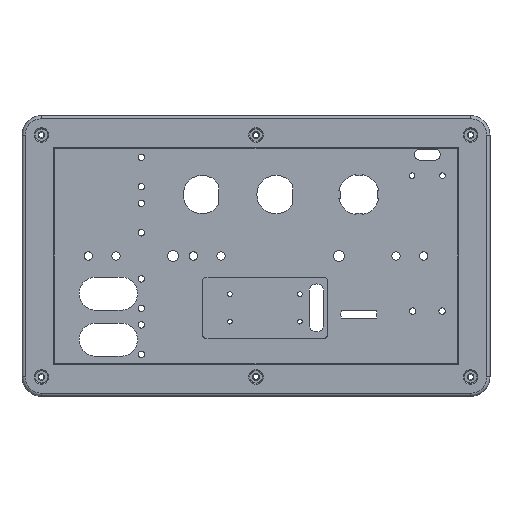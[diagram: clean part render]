
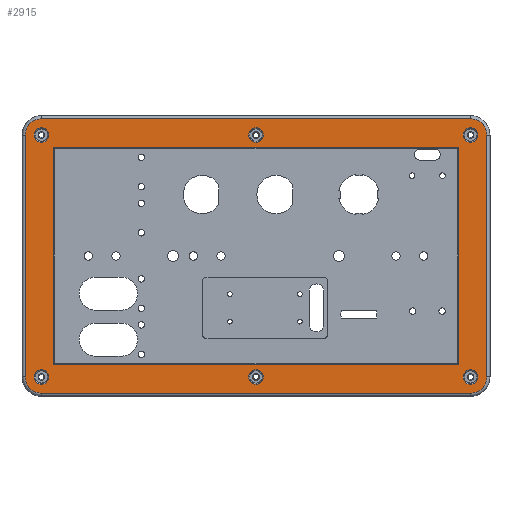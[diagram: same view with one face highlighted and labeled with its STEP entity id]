
A CAD part, front view. The second image highlights one B-rep face of the part: STEP entity #2915.
In plain terms, the highlighted planar face has unit normal (0, -1, 0).
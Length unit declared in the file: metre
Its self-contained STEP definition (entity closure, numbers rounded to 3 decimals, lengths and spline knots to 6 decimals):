
#230=LINE('',#4894,#422);
#231=LINE('',#4902,#423);
#232=LINE('',#4910,#424);
#233=LINE('',#4918,#425);
#234=LINE('',#4934,#426);
#235=LINE('',#4937,#427);
#236=LINE('',#4939,#428);
#237=LINE('',#4941,#429);
#422=VECTOR('',#3928,1.);
#423=VECTOR('',#3939,1.);
#424=VECTOR('',#3950,1.);
#425=VECTOR('',#3961,1.);
#426=VECTOR('',#3980,1.);
#427=VECTOR('',#3981,1.);
#428=VECTOR('',#3982,1.);
#429=VECTOR('',#3983,1.);
#872=ORIENTED_EDGE('',*,*,#1562,.T.);
#873=ORIENTED_EDGE('',*,*,#1563,.F.);
#874=ORIENTED_EDGE('',*,*,#1564,.T.);
#875=ORIENTED_EDGE('',*,*,#1565,.F.);
#876=ORIENTED_EDGE('',*,*,#1566,.F.);
#877=ORIENTED_EDGE('',*,*,#1567,.T.);
#878=ORIENTED_EDGE('',*,*,#1561,.F.);
#879=ORIENTED_EDGE('',*,*,#1548,.F.);
#880=ORIENTED_EDGE('',*,*,#1550,.F.);
#881=ORIENTED_EDGE('',*,*,#1552,.F.);
#882=ORIENTED_EDGE('',*,*,#1554,.F.);
#883=ORIENTED_EDGE('',*,*,#1556,.F.);
#884=ORIENTED_EDGE('',*,*,#1558,.F.);
#885=ORIENTED_EDGE('',*,*,#1560,.F.);
#886=ORIENTED_EDGE('',*,*,#1568,.F.);
#887=ORIENTED_EDGE('',*,*,#1569,.F.);
#888=ORIENTED_EDGE('',*,*,#1570,.F.);
#889=ORIENTED_EDGE('',*,*,#1571,.F.);
#1548=EDGE_CURVE('',#1909,#1908,#230,.T.);
#1550=EDGE_CURVE('',#1910,#1909,#2121,.T.);
#1552=EDGE_CURVE('',#1911,#1910,#231,.T.);
#1554=EDGE_CURVE('',#1912,#1911,#2124,.T.);
#1556=EDGE_CURVE('',#1913,#1912,#232,.T.);
#1558=EDGE_CURVE('',#1914,#1913,#2127,.T.);
#1560=EDGE_CURVE('',#1915,#1914,#233,.T.);
#1561=EDGE_CURVE('',#1908,#1915,#2129,.T.);
#1562=EDGE_CURVE('',#1916,#1916,#2130,.T.);
#1563=EDGE_CURVE('',#1917,#1917,#2131,.T.);
#1564=EDGE_CURVE('',#1918,#1918,#2132,.T.);
#1565=EDGE_CURVE('',#1919,#1919,#2133,.T.);
#1566=EDGE_CURVE('',#1920,#1920,#2134,.T.);
#1567=EDGE_CURVE('',#1921,#1921,#2135,.T.);
#1568=EDGE_CURVE('',#1922,#1923,#234,.T.);
#1569=EDGE_CURVE('',#1924,#1922,#235,.T.);
#1570=EDGE_CURVE('',#1925,#1924,#236,.T.);
#1571=EDGE_CURVE('',#1923,#1925,#237,.T.);
#1908=VERTEX_POINT('',#4891);
#1909=VERTEX_POINT('',#4893);
#1910=VERTEX_POINT('',#4897);
#1911=VERTEX_POINT('',#4901);
#1912=VERTEX_POINT('',#4905);
#1913=VERTEX_POINT('',#4909);
#1914=VERTEX_POINT('',#4913);
#1915=VERTEX_POINT('',#4917);
#1916=VERTEX_POINT('',#4923);
#1917=VERTEX_POINT('',#4925);
#1918=VERTEX_POINT('',#4927);
#1919=VERTEX_POINT('',#4929);
#1920=VERTEX_POINT('',#4931);
#1921=VERTEX_POINT('',#4933);
#1922=VERTEX_POINT('',#4935);
#1923=VERTEX_POINT('',#4936);
#1924=VERTEX_POINT('',#4938);
#1925=VERTEX_POINT('',#4940);
#2121=CIRCLE('',#3254,0.008809);
#2124=CIRCLE('',#3259,0.008809);
#2127=CIRCLE('',#3264,0.008809);
#2129=CIRCLE('',#3268,0.008809);
#2130=CIRCLE('',#3270,0.003937);
#2131=CIRCLE('',#3271,0.003937);
#2132=CIRCLE('',#3272,0.003937);
#2133=CIRCLE('',#3273,0.003937);
#2134=CIRCLE('',#3274,0.003937);
#2135=CIRCLE('',#3275,0.003937);
#2288=EDGE_LOOP('',(#872));
#2289=EDGE_LOOP('',(#873));
#2290=EDGE_LOOP('',(#874));
#2291=EDGE_LOOP('',(#875));
#2292=EDGE_LOOP('',(#876));
#2293=EDGE_LOOP('',(#877));
#2294=EDGE_LOOP('',(#878,#879,#880,#881,#882,#883,#884,#885));
#2295=EDGE_LOOP('',(#886,#887,#888,#889));
#2608=FACE_BOUND('',#2288,.T.);
#2609=FACE_BOUND('',#2289,.T.);
#2610=FACE_BOUND('',#2290,.T.);
#2611=FACE_BOUND('',#2291,.T.);
#2612=FACE_BOUND('',#2292,.T.);
#2613=FACE_BOUND('',#2293,.T.);
#2614=FACE_BOUND('',#2294,.T.);
#2615=FACE_BOUND('',#2295,.T.);
#2827=PLANE('',#3269);
#2915=ADVANCED_FACE('',(#2608,#2609,#2610,#2611,#2612,#2613,#2614,#2615),
#2827,.F.);
#3254=AXIS2_PLACEMENT_3D('',#4898,#3933,#3934);
#3259=AXIS2_PLACEMENT_3D('',#4906,#3944,#3945);
#3264=AXIS2_PLACEMENT_3D('',#4914,#3955,#3956);
#3268=AXIS2_PLACEMENT_3D('',#4920,#3964,#3965);
#3269=AXIS2_PLACEMENT_3D('',#4921,#3966,#3967);
#3270=AXIS2_PLACEMENT_3D('',#4922,#3968,#3969);
#3271=AXIS2_PLACEMENT_3D('',#4924,#3970,#3971);
#3272=AXIS2_PLACEMENT_3D('',#4926,#3972,#3973);
#3273=AXIS2_PLACEMENT_3D('',#4928,#3974,#3975);
#3274=AXIS2_PLACEMENT_3D('',#4930,#3976,#3977);
#3275=AXIS2_PLACEMENT_3D('',#4932,#3978,#3979);
#3928=DIRECTION('',(0.,0.,1.));
#3933=DIRECTION('',(0.,1.,0.));
#3934=DIRECTION('',(0.,0.,-1.));
#3939=DIRECTION('',(-1.,0.,0.));
#3944=DIRECTION('',(0.,1.,0.));
#3945=DIRECTION('',(1.,0.,0.));
#3950=DIRECTION('',(0.,0.,-1.));
#3955=DIRECTION('',(0.,1.,0.));
#3956=DIRECTION('',(0.,0.,1.));
#3961=DIRECTION('',(1.,0.,0.));
#3964=DIRECTION('',(0.,1.,0.));
#3965=DIRECTION('',(-1.,0.,0.));
#3966=DIRECTION('',(0.,1.,0.));
#3967=DIRECTION('',(0.,0.,1.));
#3968=DIRECTION('',(0.,1.,0.));
#3969=DIRECTION('',(0.,0.,-1.));
#3970=DIRECTION('',(0.,-1.,0.));
#3971=DIRECTION('',(0.,0.,-1.));
#3972=DIRECTION('',(0.,1.,0.));
#3973=DIRECTION('',(0.,0.,-1.));
#3974=DIRECTION('',(0.,-1.,0.));
#3975=DIRECTION('',(0.,0.,-1.));
#3976=DIRECTION('',(0.,-1.,0.));
#3977=DIRECTION('',(0.,0.,-1.));
#3978=DIRECTION('',(0.,1.,0.));
#3979=DIRECTION('',(0.,0.,-1.));
#3980=DIRECTION('',(-1.,0.,0.));
#3981=DIRECTION('',(0.,0.,1.));
#3982=DIRECTION('',(1.,0.,0.));
#3983=DIRECTION('',(0.,0.,-1.));
#4891=CARTESIAN_POINT('',(-0.125268,-0.003302,0.065659));
#4893=CARTESIAN_POINT('',(-0.125268,-0.003302,-0.065659));
#4894=CARTESIAN_POINT('',(-0.125268,-0.003302,-0.065659));
#4897=CARTESIAN_POINT('',(-0.116459,-0.003302,-0.074468));
#4898=CARTESIAN_POINT('',(-0.116459,-0.003302,-0.065659));
#4901=CARTESIAN_POINT('',(0.116459,-0.003302,-0.074468));
#4902=CARTESIAN_POINT('',(0.116459,-0.003302,-0.074468));
#4905=CARTESIAN_POINT('',(0.125268,-0.003302,-0.065659));
#4906=CARTESIAN_POINT('',(0.116459,-0.003302,-0.065659));
#4909=CARTESIAN_POINT('',(0.125268,-0.003302,0.065659));
#4910=CARTESIAN_POINT('',(0.125268,-0.003302,-0.065659));
#4913=CARTESIAN_POINT('',(0.116459,-0.003302,0.074468));
#4914=CARTESIAN_POINT('',(0.116459,-0.003302,0.065659));
#4917=CARTESIAN_POINT('',(-0.116459,-0.003302,0.074468));
#4918=CARTESIAN_POINT('',(0.116459,-0.003302,0.074468));
#4920=CARTESIAN_POINT('',(-0.116459,-0.003302,0.065659));
#4921=CARTESIAN_POINT('',(-0.116459,-0.003302,0.065659));
#4922=CARTESIAN_POINT('',(0.,-0.003302,-0.065659));
#4923=CARTESIAN_POINT('',(0.,-0.003302,-0.069596));
#4924=CARTESIAN_POINT('',(0.,-0.003302,0.065659));
#4925=CARTESIAN_POINT('',(0.,-0.003302,0.061722));
#4926=CARTESIAN_POINT('',(-0.116459,-0.003302,-0.065659));
#4927=CARTESIAN_POINT('',(-0.116459,-0.003302,-0.069596));
#4928=CARTESIAN_POINT('',(-0.116459,-0.003302,0.065659));
#4929=CARTESIAN_POINT('',(-0.116459,-0.003302,0.061722));
#4930=CARTESIAN_POINT('',(0.116459,-0.003302,-0.065659));
#4931=CARTESIAN_POINT('',(0.116459,-0.003302,-0.069596));
#4932=CARTESIAN_POINT('',(0.116459,-0.003302,0.065659));
#4933=CARTESIAN_POINT('',(0.116459,-0.003302,0.061722));
#4934=CARTESIAN_POINT('',(-0.116459,-0.003302,0.059131));
#4935=CARTESIAN_POINT('',(0.109931,-0.003302,0.059131));
#4936=CARTESIAN_POINT('',(-0.109931,-0.003302,0.059131));
#4937=CARTESIAN_POINT('',(0.109931,-0.003302,0.065659));
#4938=CARTESIAN_POINT('',(0.109931,-0.003302,-0.059131));
#4939=CARTESIAN_POINT('',(-0.116459,-0.003302,-0.059131));
#4940=CARTESIAN_POINT('',(-0.109931,-0.003302,-0.059131));
#4941=CARTESIAN_POINT('',(-0.109931,-0.003302,0.065659));
